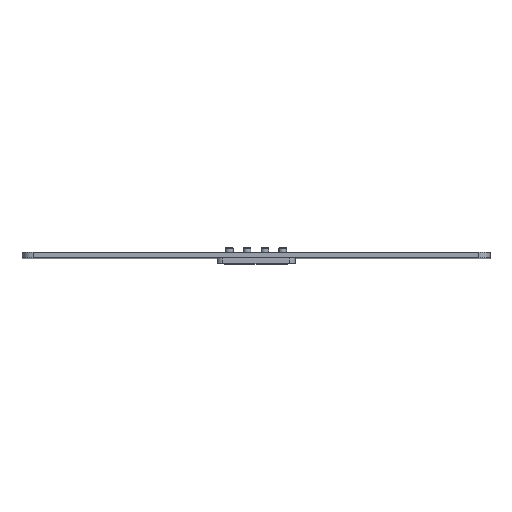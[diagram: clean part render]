
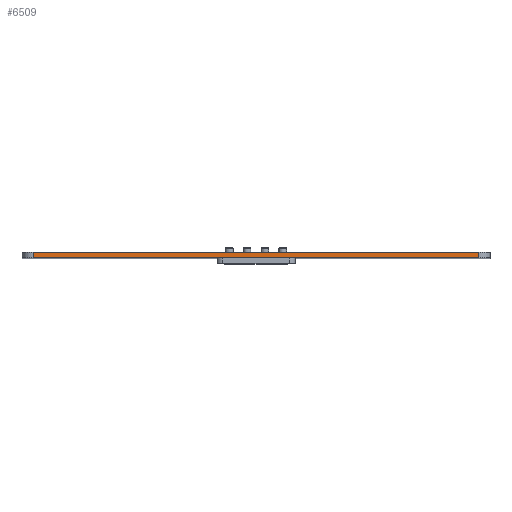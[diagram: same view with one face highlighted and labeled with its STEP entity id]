
A CAD part, top view. The second image highlights one B-rep face of the part: STEP entity #6509.
In plain terms, the highlighted planar face has unit normal (0, 0, 1).
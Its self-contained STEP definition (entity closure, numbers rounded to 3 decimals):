
#135 = CARTESIAN_POINT ( 'NONE',  ( -210., 2.5, 170. ) ) ;
#336 = AXIS2_PLACEMENT_3D ( 'NONE', #135, #1976, #3068 ) ;
#889 = LINE ( 'NONE', #5034, #1832 ) ;
#952 = DIRECTION ( 'NONE',  ( 1., 0., 0. ) ) ;
#1242 = VECTOR ( 'NONE', #7506, 1000. ) ;
#1361 = CARTESIAN_POINT ( 'NONE',  ( 200., 2.5, 170. ) ) ;
#1569 = EDGE_CURVE ( 'NONE', #4619, #4643, #889, .T. ) ;
#1664 = EDGE_LOOP ( 'NONE', ( #2016, #4634, #7628, #5458 ) ) ;
#1832 = VECTOR ( 'NONE', #952, 1000. ) ;
#1976 = DIRECTION ( 'NONE',  ( 0., 0., -1. ) ) ;
#2016 = ORIENTED_EDGE ( 'NONE', *, *, #2396, .F. ) ;
#2396 = EDGE_CURVE ( 'NONE', #4643, #4883, #5674, .T. ) ;
#3068 = DIRECTION ( 'NONE',  ( -1., 0., 0. ) ) ;
#3235 = DIRECTION ( 'NONE',  ( 1., 0., 0. ) ) ;
#3869 = CARTESIAN_POINT ( 'NONE',  ( -200., 2.5, 170. ) ) ;
#4392 = CARTESIAN_POINT ( 'NONE',  ( -200., 2.5, 170. ) ) ;
#4619 = VERTEX_POINT ( 'NONE', #4392 ) ;
#4634 = ORIENTED_EDGE ( 'NONE', *, *, #1569, .F. ) ;
#4643 = VERTEX_POINT ( 'NONE', #1361 ) ;
#4883 = VERTEX_POINT ( 'NONE', #5311 ) ;
#5001 = DIRECTION ( 'NONE',  ( 0., -1., 0. ) ) ;
#5034 = CARTESIAN_POINT ( 'NONE',  ( -210., 2.5, 170. ) ) ;
#5056 = CARTESIAN_POINT ( 'NONE',  ( 0., -2.5, 170. ) ) ;
#5082 = CARTESIAN_POINT ( 'NONE',  ( 200., 2.5, 170. ) ) ;
#5185 = VERTEX_POINT ( 'NONE', #7390 ) ;
#5311 = CARTESIAN_POINT ( 'NONE',  ( 200., -2.5, 170. ) ) ;
#5458 = ORIENTED_EDGE ( 'NONE', *, *, #5757, .T. ) ;
#5584 = VECTOR ( 'NONE', #3235, 1000. ) ;
#5674 = LINE ( 'NONE', #5082, #7459 ) ;
#5757 = EDGE_CURVE ( 'NONE', #5185, #4883, #7192, .T. ) ;
#5814 = EDGE_CURVE ( 'NONE', #5185, #4619, #6058, .T. ) ;
#6058 = LINE ( 'NONE', #3869, #1242 ) ;
#6509 = ADVANCED_FACE ( 'NONE', ( #7397 ), #7162, .F. ) ;
#7162 = PLANE ( 'NONE',  #336 ) ;
#7192 = LINE ( 'NONE', #5056, #5584 ) ;
#7390 = CARTESIAN_POINT ( 'NONE',  ( -200., -2.5, 170. ) ) ;
#7397 = FACE_OUTER_BOUND ( 'NONE', #1664, .T. ) ;
#7459 = VECTOR ( 'NONE', #5001, 1000. ) ;
#7506 = DIRECTION ( 'NONE',  ( 0., 1., 0. ) ) ;
#7628 = ORIENTED_EDGE ( 'NONE', *, *, #5814, .F. ) ;
